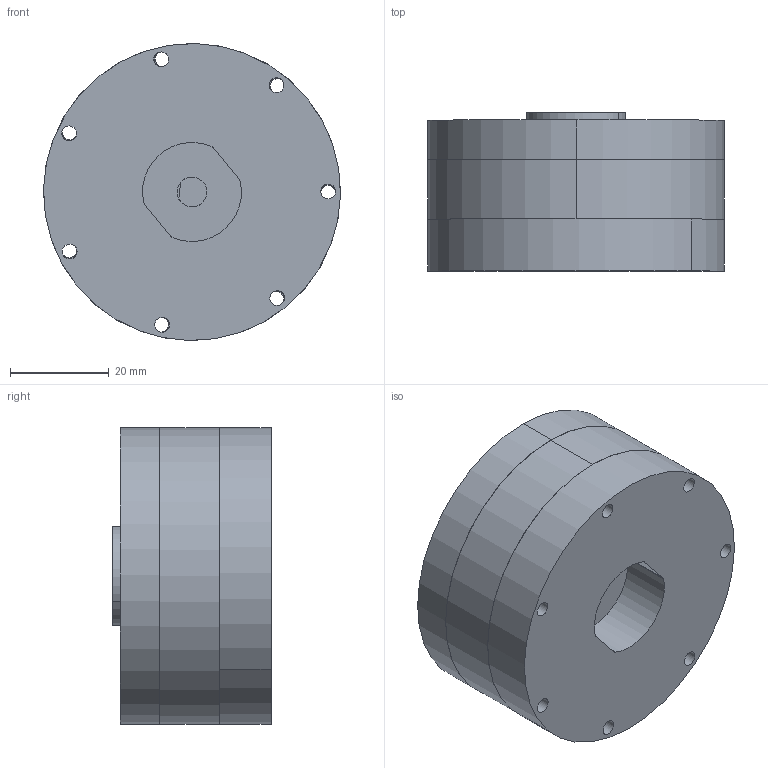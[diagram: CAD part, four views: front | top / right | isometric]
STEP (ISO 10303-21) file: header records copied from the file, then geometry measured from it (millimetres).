
FILE_DESCRIPTION (( 'STEP AP214' ), '1' );
FILE_NAME ('Cycloidal16a1.STEP', '2023-04-19T07:24:51', ( '' ), ( '' ), 'SwSTEP 2.0', 'SolidWorks 2022', '' );
FILE_SCHEMA (( 'AUTOMOTIVE_DESIGN' ));
Length unit declared in the file: millimetre
Products named in the file (15): SKF_W 61700_ir; Output shaft; Cycloidal16a1; Eccentric shaft; SKF_W 61700_or; CycloidalDisk_16-1; SKF_W 61704_ir; SKF_W 61704_or; Cycloidal-bottom; SKF_W 61700_ball1; Housing lid; SKF_W 61704; SKF_W 61704_ball1; CycloidalHousing; SKF_W 61700
Assembly tree (42 placements, depth 3):
  Cycloidal16a1
    CycloidalHousing
    CycloidalDisk_16-1  x2
    SKF_W 61700
      SKF_W 61700_ball1  x11
      SKF_W 61700_or
      SKF_W 61700_ir
    Eccentric shaft
    Cycloidal-bottom
    Output shaft
    Housing lid
    SKF_W 61704
      SKF_W 61704_ball1  x18
      SKF_W 61704_or
      SKF_W 61704_ir
Bounding box: 60 x 32 x 60 mm (x, y, z)
Volume: 74004 mm3; surface area: 37110.3 mm2
Topology: 40 solids, 40 shells, 355 faces, 894 edges, 585 vertices
Faces by surface type: cylinder 176, plane 69, sphere 58, torus 44, bspline 4, cone 4
Entity records: 10403 total; most frequent: CARTESIAN_POINT 2647, DIRECTION 1747, ORIENTED_EDGE 1294, AXIS2_PLACEMENT_3D 776, EDGE_CURVE 647, CIRCLE 448, VERTEX_POINT 412, EDGE_LOOP 391
